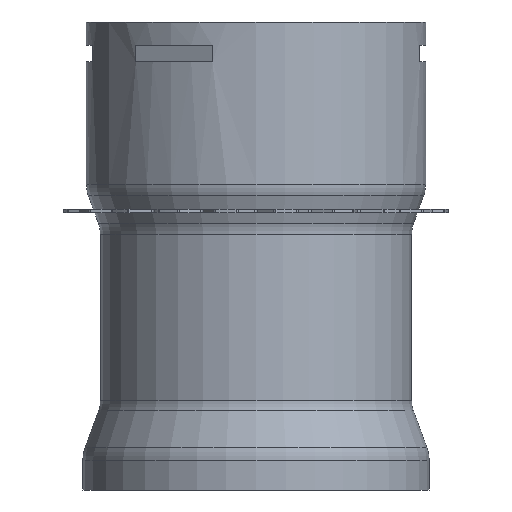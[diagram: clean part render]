
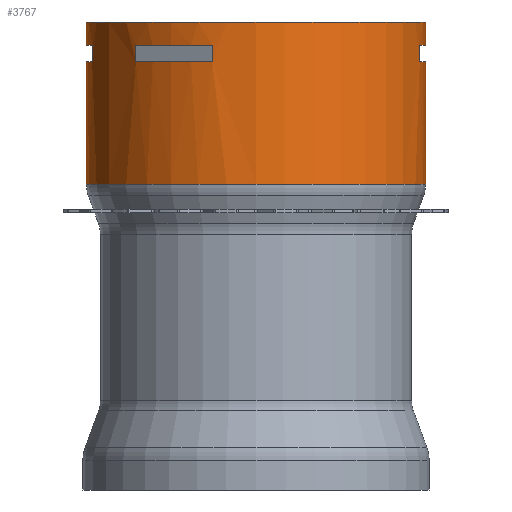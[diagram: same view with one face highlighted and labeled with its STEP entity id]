
A CAD part, front view. The second image highlights one B-rep face of the part: STEP entity #3767.
In plain terms, the highlighted cylindrical face has radius 725 mm (diameter 1450 mm), a full revolution.
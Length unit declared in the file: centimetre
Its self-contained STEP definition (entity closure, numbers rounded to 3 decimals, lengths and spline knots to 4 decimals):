
#17=FACE_BOUND('',#671,.T.);
#18=FACE_BOUND('',#672,.T.);
#19=FACE_BOUND('',#673,.T.);
#40=CYLINDRICAL_SURFACE('',#4043,72.5);
#141=CIRCLE('',#3963,72.5);
#142=CIRCLE('',#3965,72.5);
#143=CIRCLE('',#3968,72.5);
#144=CIRCLE('',#3969,72.5);
#145=CIRCLE('',#3971,72.5);
#146=CIRCLE('',#3972,72.5);
#147=CIRCLE('',#3975,72.5);
#148=CIRCLE('',#3977,72.5);
#149=CIRCLE('',#3980,72.5);
#150=CIRCLE('',#3982,72.5);
#167=CIRCLE('',#4012,72.5);
#187=CIRCLE('',#4040,72.5);
#189=CIRCLE('',#4042,72.5);
#463=FACE_OUTER_BOUND('',#670,.T.);
#670=EDGE_LOOP('',(#2768,#2769,#2770,#2771,#2772,#2773,#2774,#2775,#2776,
#2777,#2778,#2779,#2780));
#671=EDGE_LOOP('',(#2781,#2782,#2783,#2784));
#672=EDGE_LOOP('',(#2785,#2786,#2787,#2788));
#673=EDGE_LOOP('',(#2789,#2790,#2791,#2792));
#893=LINE('',#5801,#1225);
#896=LINE('',#5807,#1228);
#899=LINE('',#5818,#1231);
#902=LINE('',#5824,#1234);
#905=LINE('',#5839,#1237);
#908=LINE('',#5845,#1240);
#911=LINE('',#5856,#1243);
#914=LINE('',#5862,#1246);
#936=LINE('',#5984,#1268);
#937=LINE('',#5985,#1269);
#1225=VECTOR('',#4552,1.);
#1228=VECTOR('',#4555,1.);
#1231=VECTOR('',#4568,1.);
#1234=VECTOR('',#4571,1.);
#1237=VECTOR('',#4588,1.);
#1240=VECTOR('',#4591,1.);
#1243=VECTOR('',#4604,1.);
#1246=VECTOR('',#4607,1.);
#1268=VECTOR('',#4759,72.5);
#1269=VECTOR('',#4760,72.5);
#1539=VERTEX_POINT('',#5797);
#1541=VERTEX_POINT('',#5800);
#1543=VERTEX_POINT('',#5804);
#1544=VERTEX_POINT('',#5806);
#1545=VERTEX_POINT('',#5814);
#1547=VERTEX_POINT('',#5817);
#1549=VERTEX_POINT('',#5821);
#1550=VERTEX_POINT('',#5823);
#1551=VERTEX_POINT('',#5827);
#1552=VERTEX_POINT('',#5831);
#1553=VERTEX_POINT('',#5835);
#1555=VERTEX_POINT('',#5838);
#1557=VERTEX_POINT('',#5842);
#1558=VERTEX_POINT('',#5844);
#1559=VERTEX_POINT('',#5852);
#1561=VERTEX_POINT('',#5855);
#1563=VERTEX_POINT('',#5859);
#1564=VERTEX_POINT('',#5861);
#1581=VERTEX_POINT('',#5929);
#1598=VERTEX_POINT('',#5978);
#1599=VERTEX_POINT('',#5979);
#1955=EDGE_CURVE('',#1541,#1539,#893,.T.);
#1958=EDGE_CURVE('',#1544,#1543,#896,.T.);
#1960=EDGE_CURVE('',#1543,#1541,#141,.T.);
#1961=EDGE_CURVE('',#1539,#1544,#142,.T.);
#1963=EDGE_CURVE('',#1547,#1545,#899,.T.);
#1966=EDGE_CURVE('',#1550,#1549,#902,.T.);
#1968=EDGE_CURVE('',#1549,#1551,#143,.T.);
#1969=EDGE_CURVE('',#1551,#1547,#144,.T.);
#1970=EDGE_CURVE('',#1552,#1550,#145,.T.);
#1971=EDGE_CURVE('',#1545,#1552,#146,.T.);
#1973=EDGE_CURVE('',#1555,#1553,#905,.T.);
#1976=EDGE_CURVE('',#1558,#1557,#908,.T.);
#1978=EDGE_CURVE('',#1557,#1555,#147,.T.);
#1979=EDGE_CURVE('',#1553,#1558,#148,.T.);
#1981=EDGE_CURVE('',#1561,#1559,#911,.T.);
#1984=EDGE_CURVE('',#1564,#1563,#914,.T.);
#1986=EDGE_CURVE('',#1563,#1561,#149,.T.);
#1987=EDGE_CURVE('',#1559,#1564,#150,.T.);
#2020=EDGE_CURVE('',#1581,#1581,#167,.T.);
#2044=EDGE_CURVE('',#1598,#1599,#187,.T.);
#2046=EDGE_CURVE('',#1599,#1598,#189,.T.);
#2047=EDGE_CURVE('',#1581,#1552,#936,.T.);
#2048=EDGE_CURVE('',#1551,#1599,#937,.T.);
#2768=ORIENTED_EDGE('',*,*,#2020,.T.);
#2769=ORIENTED_EDGE('',*,*,#2047,.T.);
#2770=ORIENTED_EDGE('',*,*,#1970,.T.);
#2771=ORIENTED_EDGE('',*,*,#1966,.T.);
#2772=ORIENTED_EDGE('',*,*,#1968,.T.);
#2773=ORIENTED_EDGE('',*,*,#2048,.T.);
#2774=ORIENTED_EDGE('',*,*,#2046,.T.);
#2775=ORIENTED_EDGE('',*,*,#2044,.T.);
#2776=ORIENTED_EDGE('',*,*,#2048,.F.);
#2777=ORIENTED_EDGE('',*,*,#1969,.T.);
#2778=ORIENTED_EDGE('',*,*,#1963,.T.);
#2779=ORIENTED_EDGE('',*,*,#1971,.T.);
#2780=ORIENTED_EDGE('',*,*,#2047,.F.);
#2781=ORIENTED_EDGE('',*,*,#1984,.T.);
#2782=ORIENTED_EDGE('',*,*,#1986,.T.);
#2783=ORIENTED_EDGE('',*,*,#1981,.T.);
#2784=ORIENTED_EDGE('',*,*,#1987,.T.);
#2785=ORIENTED_EDGE('',*,*,#1976,.T.);
#2786=ORIENTED_EDGE('',*,*,#1978,.T.);
#2787=ORIENTED_EDGE('',*,*,#1973,.T.);
#2788=ORIENTED_EDGE('',*,*,#1979,.T.);
#2789=ORIENTED_EDGE('',*,*,#1958,.T.);
#2790=ORIENTED_EDGE('',*,*,#1960,.T.);
#2791=ORIENTED_EDGE('',*,*,#1955,.T.);
#2792=ORIENTED_EDGE('',*,*,#1961,.T.);
#3767=ADVANCED_FACE('',(#463,#17,#18,#19),#40,.T.);
#3963=AXIS2_PLACEMENT_3D('',#5810,#4559,#4560);
#3965=AXIS2_PLACEMENT_3D('',#5812,#4563,#4564);
#3968=AXIS2_PLACEMENT_3D('',#5828,#4575,#4576);
#3969=AXIS2_PLACEMENT_3D('',#5829,#4577,#4578);
#3971=AXIS2_PLACEMENT_3D('',#5832,#4581,#4582);
#3972=AXIS2_PLACEMENT_3D('',#5833,#4583,#4584);
#3975=AXIS2_PLACEMENT_3D('',#5848,#4595,#4596);
#3977=AXIS2_PLACEMENT_3D('',#5850,#4599,#4600);
#3980=AXIS2_PLACEMENT_3D('',#5865,#4611,#4612);
#3982=AXIS2_PLACEMENT_3D('',#5867,#4615,#4616);
#4012=AXIS2_PLACEMENT_3D('',#5930,#4691,#4692);
#4040=AXIS2_PLACEMENT_3D('',#5980,#4751,#4752);
#4042=AXIS2_PLACEMENT_3D('',#5982,#4755,#4756);
#4043=AXIS2_PLACEMENT_3D('',#5983,#4757,#4758);
#4552=DIRECTION('',(0.,0.,1.));
#4555=DIRECTION('',(0.,0.,-1.));
#4559=DIRECTION('center_axis',(0.,0.,-1.));
#4560=DIRECTION('ref_axis',(-1.,0.,0.));
#4563=DIRECTION('center_axis',(0.,0.,1.));
#4564=DIRECTION('ref_axis',(-1.,0.,0.));
#4568=DIRECTION('',(0.,0.,1.));
#4571=DIRECTION('',(0.,0.,-1.));
#4575=DIRECTION('center_axis',(0.,0.,-1.));
#4576=DIRECTION('ref_axis',(-1.,0.,0.));
#4577=DIRECTION('center_axis',(0.,0.,-1.));
#4578=DIRECTION('ref_axis',(-1.,0.,0.));
#4581=DIRECTION('center_axis',(0.,0.,1.));
#4582=DIRECTION('ref_axis',(-1.,0.,0.));
#4583=DIRECTION('center_axis',(0.,0.,1.));
#4584=DIRECTION('ref_axis',(-1.,0.,0.));
#4588=DIRECTION('',(0.,0.,1.));
#4591=DIRECTION('',(0.,0.,-1.));
#4595=DIRECTION('center_axis',(0.,0.,-1.));
#4596=DIRECTION('ref_axis',(-1.,0.,0.));
#4599=DIRECTION('center_axis',(0.,0.,1.));
#4600=DIRECTION('ref_axis',(-1.,0.,0.));
#4604=DIRECTION('',(0.,0.,1.));
#4607=DIRECTION('',(0.,0.,-1.));
#4611=DIRECTION('center_axis',(0.,0.,-1.));
#4612=DIRECTION('ref_axis',(-1.,0.,0.));
#4615=DIRECTION('center_axis',(0.,0.,1.));
#4616=DIRECTION('ref_axis',(-1.,0.,0.));
#4691=DIRECTION('center_axis',(0.,0.,-1.));
#4692=DIRECTION('ref_axis',(-1.,0.,0.));
#4751=DIRECTION('center_axis',(0.,0.,1.));
#4752=DIRECTION('ref_axis',(1.,0.,0.));
#4755=DIRECTION('center_axis',(0.,0.,1.));
#4756=DIRECTION('ref_axis',(1.,0.,0.));
#4757=DIRECTION('center_axis',(0.,0.,1.));
#4758=DIRECTION('ref_axis',(-1.,0.,0.));
#4759=DIRECTION('',(0.,0.,-1.));
#4760=DIRECTION('',(0.,0.,-1.));
#5797=CARTESIAN_POINT('',(-18.6541,70.0591,190.));
#5800=CARTESIAN_POINT('',(-18.6541,70.0591,183.));
#5801=CARTESIAN_POINT('',(-18.6541,70.0591,181.2551));
#5804=CARTESIAN_POINT('',(-51.3459,51.1845,183.));
#5806=CARTESIAN_POINT('',(-51.3459,51.1845,190.));
#5807=CARTESIAN_POINT('',(-51.3459,51.1845,181.2551));
#5810=CARTESIAN_POINT('Origin',(0.,0.,
183.));
#5812=CARTESIAN_POINT('Origin',(0.,0.,
190.));
#5814=CARTESIAN_POINT('',(70.,-18.8746,190.));
#5817=CARTESIAN_POINT('',(70.,-18.8746,183.));
#5818=CARTESIAN_POINT('',(70.,-18.8746,181.2551));
#5821=CARTESIAN_POINT('',(70.,18.8746,183.));
#5823=CARTESIAN_POINT('',(70.,18.8746,190.));
#5824=CARTESIAN_POINT('',(70.,18.8746,181.2551));
#5827=CARTESIAN_POINT('',(72.5,0.,183.));
#5828=CARTESIAN_POINT('Origin',(0.,0.,
183.));
#5829=CARTESIAN_POINT('Origin',(0.,0.,
183.));
#5831=CARTESIAN_POINT('',(72.5,0.,190.));
#5832=CARTESIAN_POINT('Origin',(0.,0.,
190.));
#5833=CARTESIAN_POINT('Origin',(0.,0.,
190.));
#5835=CARTESIAN_POINT('',(-51.3459,-51.1845,190.));
#5838=CARTESIAN_POINT('',(-51.3459,-51.1845,183.));
#5839=CARTESIAN_POINT('',(-51.3459,-51.1845,181.2551));
#5842=CARTESIAN_POINT('',(-18.6541,-70.0591,183.));
#5844=CARTESIAN_POINT('',(-18.6541,-70.0591,190.));
#5845=CARTESIAN_POINT('',(-18.6541,-70.0591,181.2551));
#5848=CARTESIAN_POINT('Origin',(0.,0.,
183.));
#5850=CARTESIAN_POINT('Origin',(0.,0.,
190.));
#5852=CARTESIAN_POINT('',(-70.,18.8746,190.));
#5855=CARTESIAN_POINT('',(-70.,18.8746,183.));
#5856=CARTESIAN_POINT('',(-70.,18.8746,181.2551));
#5859=CARTESIAN_POINT('',(-70.,-18.8746,183.));
#5861=CARTESIAN_POINT('',(-70.,-18.8746,190.));
#5862=CARTESIAN_POINT('',(-70.,-18.8746,181.2551));
#5865=CARTESIAN_POINT('Origin',(0.,0.,
183.));
#5867=CARTESIAN_POINT('Origin',(0.,0.,
190.));
#5929=CARTESIAN_POINT('',(72.5,0.,200.));
#5930=CARTESIAN_POINT('Origin',(0.,0.,
200.));
#5978=CARTESIAN_POINT('',(0.,72.5,130.654));
#5979=CARTESIAN_POINT('',(72.5,0.,130.654));
#5980=CARTESIAN_POINT('Origin',(0.,0.,130.654));
#5982=CARTESIAN_POINT('Origin',(0.,0.,130.654));
#5983=CARTESIAN_POINT('Origin',(0.,0.,150.327));
#5984=CARTESIAN_POINT('',(72.5,0.,150.327));
#5985=CARTESIAN_POINT('',(72.5,0.,150.327));
